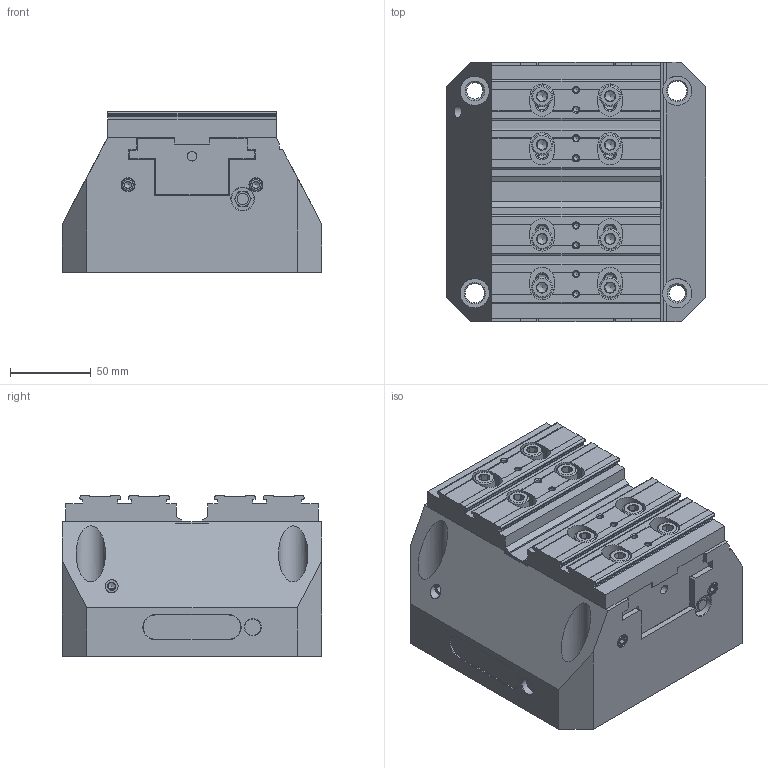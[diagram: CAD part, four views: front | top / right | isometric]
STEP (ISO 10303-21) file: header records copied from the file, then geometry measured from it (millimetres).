
FILE_DESCRIPTION(/* description */ ('Unknown'),/* implementation_level */ '2;1');
FILE_NAME(/* name */ '28940-1',/* time_stamp */ '2022-06-20T15:15:30+02:00',/* author */ ('Unknown'),/* organization */ ('Unknown'),/* preprocessor_version */ 'ST-DEVELOPER v16.7',/* originating_system */ 'DEX',/* authorisation */ $);
FILE_SCHEMA (('AUTOMOTIVE_DESIGN {1 0 10303 214 3 1 1}'));
Products named in the file (1): 28940-1_Vereinfachung
Bounding box: 160 x 160 x 99.21 mm (x, y, z)
Volume: 1315417.8 mm3; surface area: 306226.4 mm2
Topology: 1 solids, 1 shells, 2338 faces, 6429 edges, 4155 vertices
Faces by surface type: plane 1375, cylinder 410, cone 403, bspline 93, torus 57
Full cylindrical faces by diameter (mm): 2 x8, 3 x32, 3.242 x16, 3.4 x2, 4 x3, 4.134 x22, 4.459 x10, 4.917 x8, 5 x6, 6 x18, 6.647 x12, 6.73 x2, 7 x18, 8 x25, 8.566 x4, 8.7 x14, 10 x1, 10.106 x2, 12 x4, 12.917 x2, 13 x12, 14 x1, 18.2 x4, 24 x2, 25.5 x1, 26.9 x1, 30 x1, 136 x1, 153.9 x1, 155.8 x2
Entity records: 89092 total; most frequent: CARTESIAN_POINT 18256, ORIENTED_EDGE 10982, DIRECTION 10646, EDGE_CURVE 5491, VERTEX_POINT 3842, AXIS2_PLACEMENT_3D 3619, LINE 3408, VECTOR 3408
